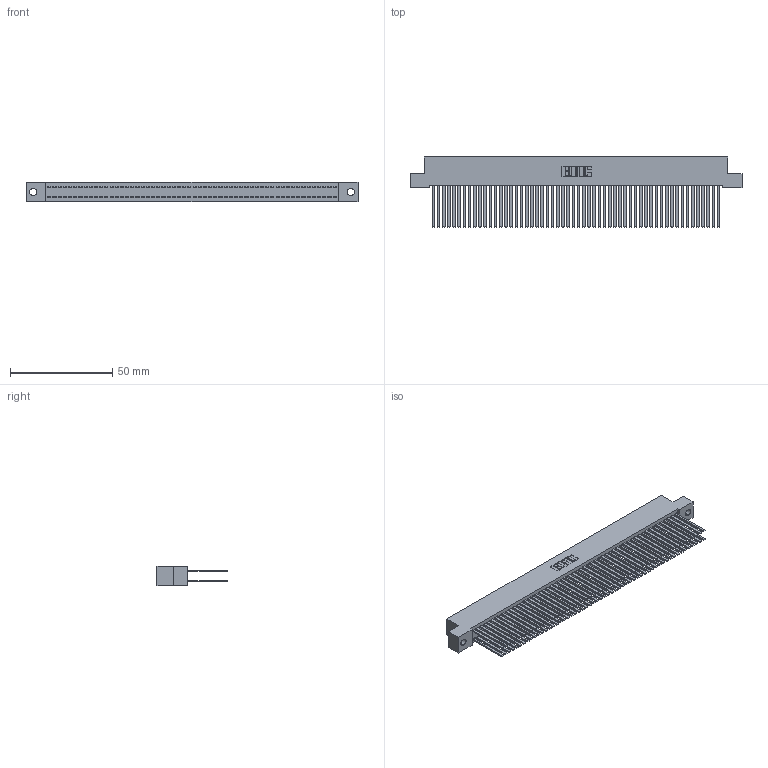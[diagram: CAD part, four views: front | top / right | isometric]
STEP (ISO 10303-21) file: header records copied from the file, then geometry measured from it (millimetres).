
FILE_DESCRIPTION (( 'STEP AP203' ), '1' );
FILE_NAME ('342-112-544-202.STEP', '2019-10-04T21:02:48', ( '' ), ( '' ), 'SwSTEP 2.0', 'SolidWorks 2016', '' );
FILE_SCHEMA (( 'CONFIG_CONTROL_DESIGN' ));
Length unit declared in the file: inch
Products named in the file (3): 342 Part_.128 Slot; 345-292-001_345-293-144; 342-112-544-202
Assembly tree (113 placements, depth 2):
  342-112-544-202
    342 Part_.128 Slot
    345-292-001_345-293-144  x112
Bounding box: 162.56 x 34.3 x 9.4 mm (x, y, z)
Volume: 16190.1 mm3; surface area: 30805.9 mm2
Topology: 113 solids, 113 shells, 5266 faces, 15655 edges, 10286 vertices
Faces by surface type: plane 3654, cylinder 1612
Entity records: 34035 total; most frequent: CARTESIAN_POINT 5622, ORIENTED_EDGE 5558, DIRECTION 4775, EDGE_CURVE 2779, LINE 2655, VECTOR 2655, VERTEX_POINT 1850, AXIS2_PLACEMENT_3D 1060
